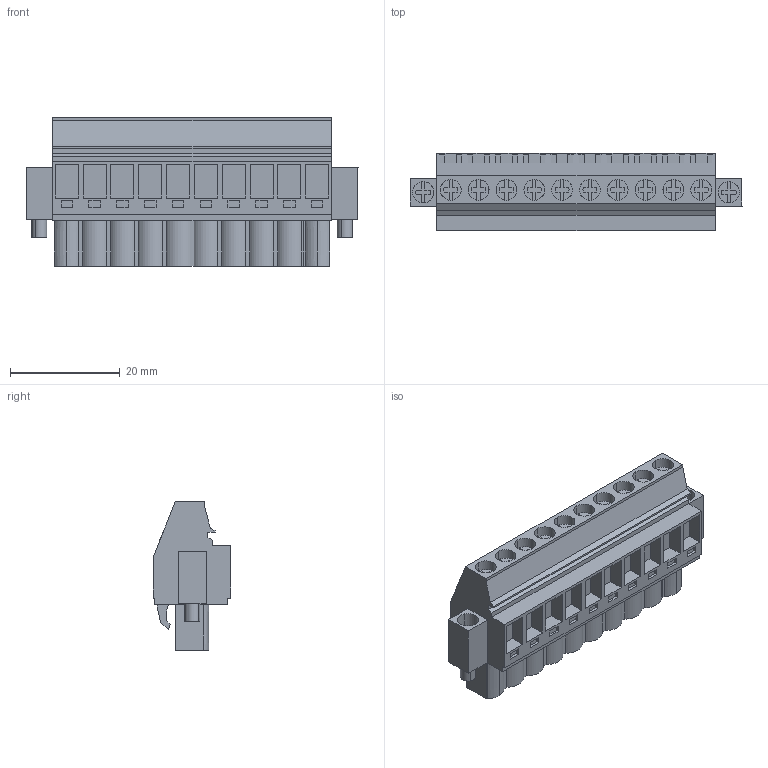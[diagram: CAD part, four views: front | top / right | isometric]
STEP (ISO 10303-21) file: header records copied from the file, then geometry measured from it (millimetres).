
FILE_DESCRIPTION(('CATIA V5 STEP','CAx-IF Rec.Pracs.--- Model Styling and Organization---1.2---2011-12-15'),'2;1');
FILE_NAME ('D1460166_0_1950390000_1950390000.stp','2017-09-09T10:10:20+00:00',('none'),('Weidmueller'),'CATIA Version 5-6 Release 2014','CATIA V5 STEP AP214','none');
FILE_SCHEMA(('AUTOMOTIVE_DESIGN { 1 0 10303 214 1 1 1 1 }'));
Length unit declared in the file: millimetre
Products named in the file (1): 1950390000
Bounding box: 60.6 x 14.1 x 27.1 mm (x, y, z)
Volume: 11951.6 mm3; surface area: 7632.9 mm2
Topology: 13 solids, 13 shells, 720 faces, 1996 edges, 1349 vertices
Faces by surface type: plane 608, cylinder 108, extrusion 4
Entity records: 21796 total; most frequent: CARTESIAN_POINT 4230, ORIENTED_EDGE 3992, DIRECTION 2946, EDGE_CURVE 1996, VECTOR 1728, LINE 1724, VERTEX_POINT 1349, EDGE_LOOP 773
